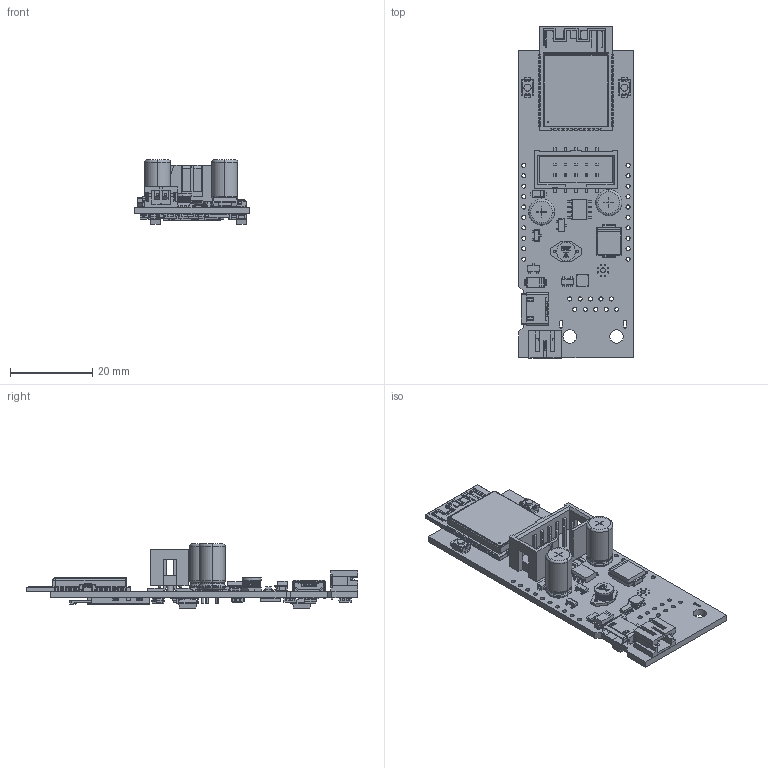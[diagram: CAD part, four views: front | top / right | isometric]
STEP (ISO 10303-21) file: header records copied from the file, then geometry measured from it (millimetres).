
FILE_DESCRIPTION(('KiCad electronic assembly'),'2;1');
FILE_NAME('ESP32-PoE_Rev_G1.step','2021-11-23T22:25:53',('An Author'),( 'A Company'),'Open CASCADE STEP processor 7.5', 'KiCad to STEP converter','Unknown');
FILE_SCHEMA(('AUTOMOTIVE_DESIGN { 1 0 10303 214 1 1 1 1 }'));
Length unit declared in the file: millimetre
Products named in the file (63): Open CASCADE STEP translator 7.5 1; L_0805_2012Metric; SOD123; SOLID; SOT-23-5; R_0402_1005Metric; esp-wroom-32; ESP32-WROOM-32D-56544; COMPOUND; it1185; C_0603_1608Metric; SOT-23; L-CD32_shielded; QFN32_5x5; C_0402_1005Metric; C_0805_2012Metric; LED_0603_G; LED_0603_Y; JST_B2B-PH-SM4-TB(DW02R); SSOP-20_5.3x7.2mm_P0.65mm; L_AX97-103R3; DO-214AB_SMC; DO-214AC_SMA; C_1206_3216Metric; Micro_SD_card; microSD; LED_0603_R; usb_micro_4p; R_Array_Convex_4x0603; BAT54; UEXT-SMD; QSG5032; R_1206_3216Metric; TSSOP-8_P0.65mm; SL08; Cap_PTH_6_3x11x2_5mm
Assembly tree (143 placements, depth 3):
  Open CASCADE STEP translator 7.5 1
    L_0805_2012Metric  x3
    SOD123  x4
      SOLID
    SOT-23-5  x3
      SOLID
    R_0402_1005Metric  x44
    esp-wroom-32
      SOLID
    ESP32-WROOM-32D-56544
      COMPOUND
    it1185  x2
      COMPOUND
    C_0603_1608Metric  x11
    SOT-23  x6
      SOLID
    L-CD32_shielded
      COMPOUND
    QFN32_5x5
      SOLID
    C_0402_1005Metric  x10
    C_0805_2012Metric
    LED_0603_G
    LED_0603_Y  x2
    JST_B2B-PH-SM4-TB(DW02R)
      SOLID
    SSOP-20_5.3x7.2mm_P0.65mm
    L_AX97-103R3
      SOLID
    DO-214AB_SMC
      SOLID
    DO-214AC_SMA  x3
      SOLID
    C_1206_3216Metric
    Micro_SD_card
      SOLID
    microSD
      SOLID
    LED_0603_R
    usb_micro_4p
      SOLID
      SOLID
      SOLID
      SOLID
      SOLID
      SOLID
      SOLID
      SOLID
    R_Array_Convex_4x0603  x3
    BAT54
      SOLID
    UEXT-SMD
      COMPOUND
    QSG5032
      SOLID
    R_1206_3216Metric
    TSSOP-8_P0.65mm
      COMPOUND
    SL08
      SOLID
Bounding box: 28 x 80.97 x 15.62 mm (x, y, z)
Volume: 6540.4 mm3; surface area: 14099.2 mm2
Topology: 102 solids, 110 shells, 6136 faces, 16870 edges, 11028 vertices
Faces by surface type: plane 4533, cylinder 1238, bspline 276, torus 85, cone 4
Full cylindrical faces by diameter (mm): 0.3 x8, 0.6 x10, 0.7 x4, 0.9 x6, 1 x31, 1.2 x4, 1.3 x1, 3.3 x2
Entity records: 412512 total; most frequent: CARTESIAN_POINT 98946, DIRECTION 52720, LINE 37646, VECTOR 37646, ORIENTED_EDGE 29086, PCURVE 29086, DEFINITIONAL_REPRESENTATION 29086, EDGE_CURVE 14570
